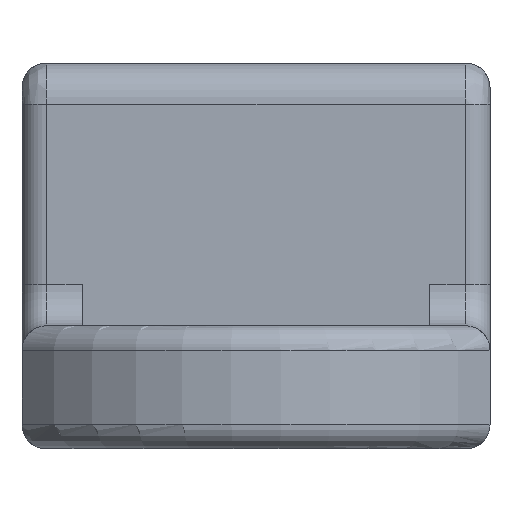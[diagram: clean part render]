
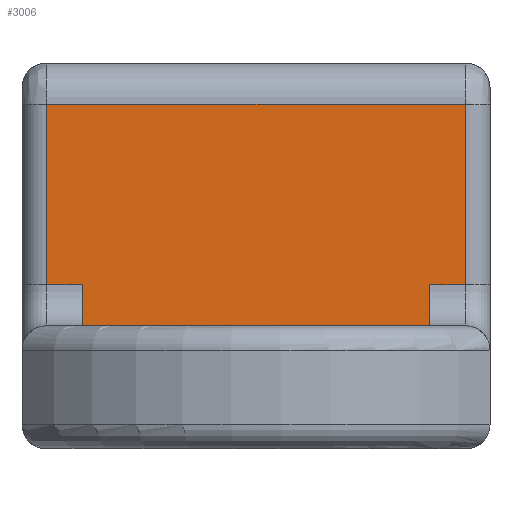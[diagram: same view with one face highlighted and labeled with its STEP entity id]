
A CAD part, front view. The second image highlights one B-rep face of the part: STEP entity #3006.
In plain terms, the highlighted planar face has unit normal (0, -1, 0).
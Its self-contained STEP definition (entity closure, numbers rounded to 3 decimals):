
#74=PLANE('',#3239);
#237=LINE('',#4952,#527);
#242=LINE('',#4971,#532);
#247=LINE('',#5032,#537);
#250=LINE('',#5041,#540);
#251=LINE('',#5043,#541);
#252=LINE('',#5045,#542);
#253=LINE('',#5047,#543);
#254=LINE('',#5048,#544);
#527=VECTOR('',#3649,10.);
#532=VECTOR('',#3674,10.);
#537=VECTOR('',#3689,10.);
#540=VECTOR('',#3702,10.);
#541=VECTOR('',#3703,10.);
#542=VECTOR('',#3704,10.);
#543=VECTOR('',#3705,10.);
#544=VECTOR('',#3706,10.);
#840=FACE_OUTER_BOUND('',#1010,.T.);
#1010=EDGE_LOOP('',(#2329,#2330,#2331,#2332,#2333,#2334,#2335,#2336));
#1449=VERTEX_POINT('',#4942);
#1451=VERTEX_POINT('',#4948);
#1455=VERTEX_POINT('',#4965);
#1456=VERTEX_POINT('',#4969);
#1462=VERTEX_POINT('',#5031);
#1464=VERTEX_POINT('',#5042);
#1465=VERTEX_POINT('',#5044);
#1466=VERTEX_POINT('',#5046);
#1775=EDGE_CURVE('',#1449,#1451,#237,.T.);
#1786=EDGE_CURVE('',#1455,#1456,#242,.T.);
#1795=EDGE_CURVE('',#1451,#1462,#247,.T.);
#1801=EDGE_CURVE('',#1456,#1449,#250,.T.);
#1802=EDGE_CURVE('',#1464,#1455,#251,.T.);
#1803=EDGE_CURVE('',#1464,#1465,#252,.T.);
#1804=EDGE_CURVE('',#1465,#1466,#253,.T.);
#1805=EDGE_CURVE('',#1462,#1466,#254,.T.);
#2329=ORIENTED_EDGE('',*,*,#1775,.F.);
#2330=ORIENTED_EDGE('',*,*,#1801,.F.);
#2331=ORIENTED_EDGE('',*,*,#1786,.F.);
#2332=ORIENTED_EDGE('',*,*,#1802,.F.);
#2333=ORIENTED_EDGE('',*,*,#1803,.T.);
#2334=ORIENTED_EDGE('',*,*,#1804,.T.);
#2335=ORIENTED_EDGE('',*,*,#1805,.F.);
#2336=ORIENTED_EDGE('',*,*,#1795,.F.);
#3006=ADVANCED_FACE('',(#840),#74,.F.);
#3239=AXIS2_PLACEMENT_3D('',#5040,#3700,#3701);
#3649=DIRECTION('',(0.,0.,-1.));
#3674=DIRECTION('',(0.,0.,1.));
#3689=DIRECTION('',(-1.,0.,0.));
#3700=DIRECTION('center_axis',(0.,1.,0.));
#3701=DIRECTION('ref_axis',(1.,0.,0.));
#3702=DIRECTION('',(1.,0.,0.));
#3703=DIRECTION('',(-1.,0.,0.));
#3704=DIRECTION('',(0.,0.,-1.));
#3705=DIRECTION('',(1.,0.,0.));
#3706=DIRECTION('',(0.,0.,-1.));
#4942=CARTESIAN_POINT('',(54.,89.464,42.));
#4948=CARTESIAN_POINT('',(54.,89.464,20.));
#4952=CARTESIAN_POINT('',(54.,89.464,7.5));
#4965=CARTESIAN_POINT('',(3.,89.464,20.));
#4969=CARTESIAN_POINT('',(3.,89.464,42.));
#4971=CARTESIAN_POINT('',(3.,89.464,7.5));
#5031=CARTESIAN_POINT('',(49.65,89.464,20.));
#5032=CARTESIAN_POINT('',(17.925,89.464,20.));
#5040=CARTESIAN_POINT('Origin',(7.35,89.464,15.));
#5041=CARTESIAN_POINT('',(17.925,89.464,42.));
#5042=CARTESIAN_POINT('',(7.35,89.464,20.));
#5043=CARTESIAN_POINT('',(17.925,89.464,20.));
#5044=CARTESIAN_POINT('',(7.35,89.464,7.));
#5045=CARTESIAN_POINT('',(7.35,89.464,15.));
#5046=CARTESIAN_POINT('',(49.65,89.464,7.));
#5047=CARTESIAN_POINT('',(7.35,89.464,7.));
#5048=CARTESIAN_POINT('',(49.65,89.464,15.));
